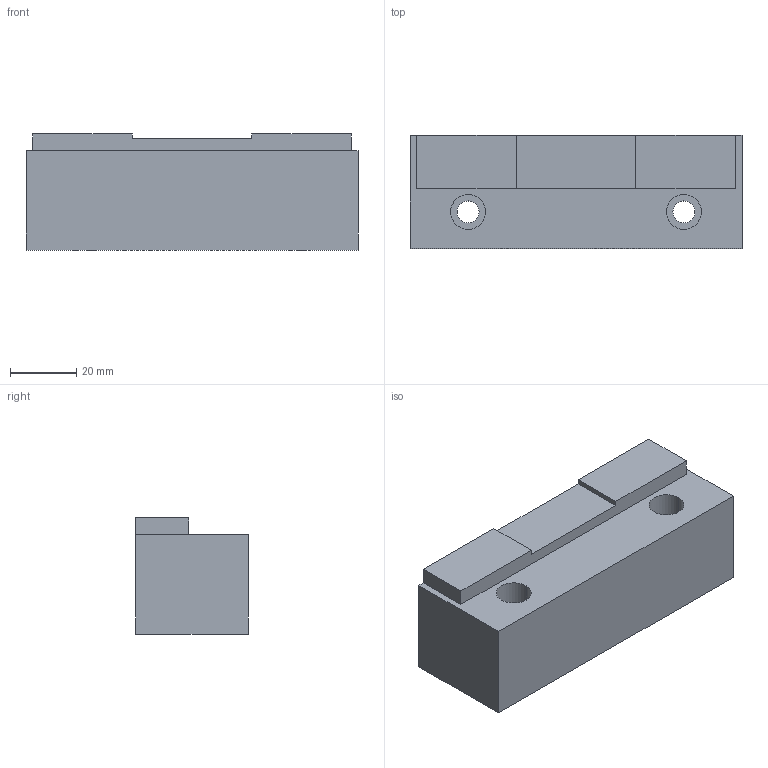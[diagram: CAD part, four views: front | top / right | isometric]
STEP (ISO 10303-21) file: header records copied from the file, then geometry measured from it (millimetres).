
FILE_DESCRIPTION(('STEP AP214'),'1');
FILE_NAME('HALDERN_EH_23231_0021.stp','2015-05-04T09:25:08',('TraceParts'),('TraceParts S.A.'),'Spatial InterOp 3D',' ',' ');
FILE_SCHEMA(('automotive_design'));
Length unit declared in the file: millimetre
Products named in the file (2): 1; 2
Bounding box: 100 x 34 x 35 mm (x, y, z)
Volume: 105191.9 mm3; surface area: 23477.3 mm2
Topology: 2 solids, 2 shells, 28 faces, 66 edges, 44 vertices
Faces by surface type: plane 18, cylinder 10
Entity records: 1073 total; most frequent: DIRECTION 146, CARTESIAN_POINT 140, ORIENTED_EDGE 132, EDGE_CURVE 66, AXIS2_PLACEMENT_3D 50, LINE 46, VECTOR 46, VERTEX_POINT 44
